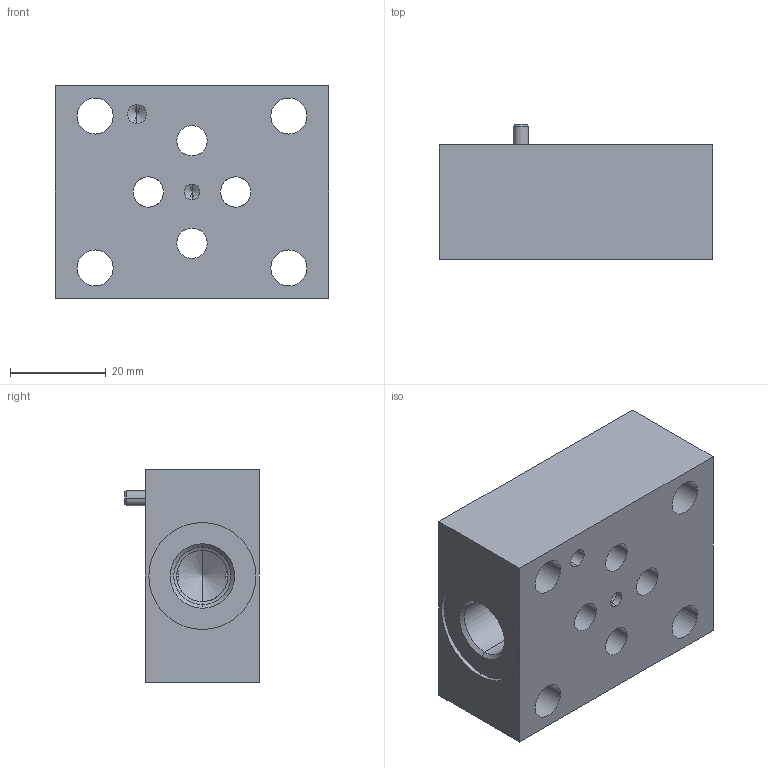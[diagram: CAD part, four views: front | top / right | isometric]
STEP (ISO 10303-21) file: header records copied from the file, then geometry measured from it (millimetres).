
FILE_DESCRIPTION((''),'2;1');
FILE_NAME('ZVB_ASM','2019-08-01T',('ProEService'),(''),'PRO/ENGINEER BY PARAMETRIC TECHNOLOGY CORPORATION, 2014200','PRO/ENGINEER BY PARAMETRIC TECHNOLOGY CORPORATION, 2014200','');
FILE_SCHEMA(('CONFIG_CONTROL_DESIGN'));
Length unit declared in the file: inch
Products named in the file (5): 150-645; 811-001-006; 500-001-012; 700-002; ZVB_ASM
Assembly tree (4 placements, depth 2):
  ZVB_ASM
    150-645
    811-001-006
    500-001-012
    700-002
Bounding box: 57.15 x 28.19 x 44.45 mm (x, y, z)
Volume: 48614.1 mm3; surface area: 14939.2 mm2
Topology: 2 solids, 2 shells, 88 faces, 412 edges, 408 vertices
Faces by surface type: cylinder 42, cone 24, plane 22
Entity records: 4380 total; most frequent: CARTESIAN_POINT 1103, DIRECTION 684, ORIENTED_EDGE 420, VECTOR 288, LINE 288, EDGE_CURVE 210, AXIS2_PLACEMENT_3D 198, TRIMMED_CURVE 190
